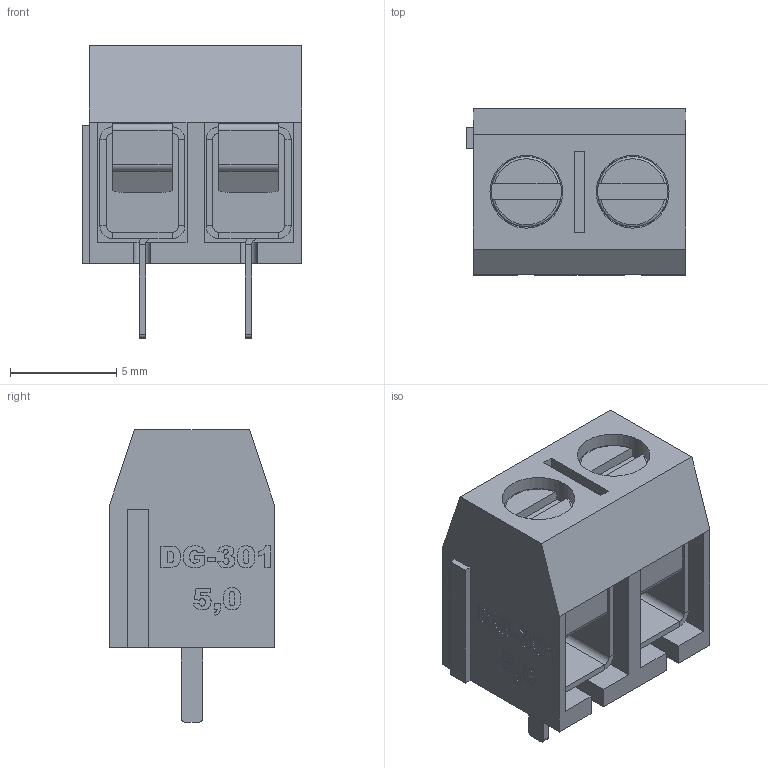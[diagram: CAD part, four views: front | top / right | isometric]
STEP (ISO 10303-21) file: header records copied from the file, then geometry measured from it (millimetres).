
FILE_DESCRIPTION(/* description */ (''),/* implementation_level */ '2;1');
FILE_NAME(/* name */ 'dg-301-5_0-2P.step',/* time_stamp */ '2023-05-12T10:34:56+02:00',/* author */ (''),/* organization */ (''),/* preprocessor_version */ 'ST-DEVELOPER v19.2',/* originating_system */ 'Autodesk Translation Framework v12.4.0.73',/* authorisation */ '');
FILE_SCHEMA (('AUTOMOTIVE_DESIGN { 1 0 10303 214 3 1 1 }'));
Length unit declared in the file: millimetre
Products named in the file (2): dg-301 2P; DG-301 2P_1
Assembly tree (1 placements, depth 2):
  dg-301 2P
    DG-301 2P_1
Bounding box: 10.33 x 7.8 x 13.78 mm (x, y, z)
Volume: 441.1 mm3; surface area: 1567.2 mm2
Topology: 7 solids, 7 shells, 656 faces, 1766 edges, 1148 vertices
Faces by surface type: plane 262, bspline 258, cylinder 128, torus 6, cone 2
Full cylindrical faces by diameter (mm): 1.478 x6, 1.933 x12, 3.3 x2, 3.42 x2
Entity records: 19197 total; most frequent: CARTESIAN_POINT 7553, ORIENTED_EDGE 3532, EDGE_CURVE 1766, VERTEX_POINT 1148, LINE 884, EDGE_LOOP 692, FACE_OUTER_BOUND 656, ADVANCED_FACE 656
